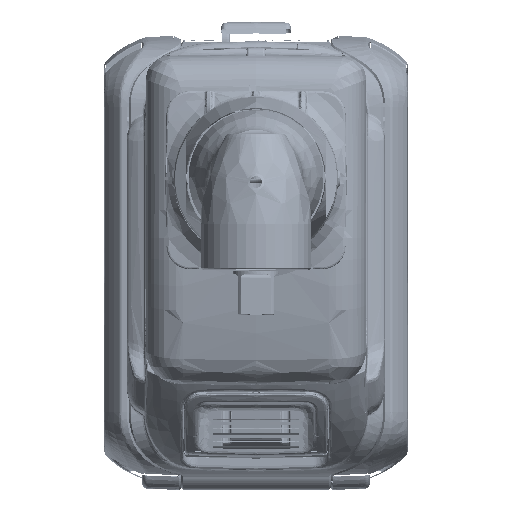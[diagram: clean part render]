
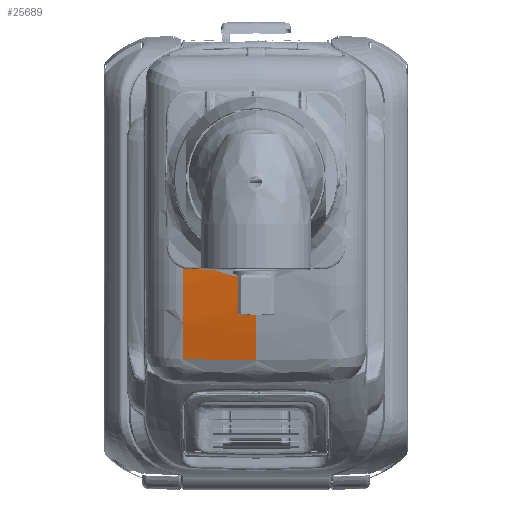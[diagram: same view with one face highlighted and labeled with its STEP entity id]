
A CAD part, top view. The second image highlights one B-rep face of the part: STEP entity #25689.
In plain terms, the highlighted conical face has half-angle 1 degrees and reference radius 152.227 mm.
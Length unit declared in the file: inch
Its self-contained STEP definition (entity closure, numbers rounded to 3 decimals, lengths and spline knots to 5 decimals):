
#17477=CARTESIAN_POINT('',(0.,-0.31255,-13.70607));
#17478=DIRECTION('',(1.,0.,0.));
#17479=DIRECTION('',(0.,-0.122,0.993));
#17480=AXIS2_PLACEMENT_3D('',#17477,#17478,#17479);
#17482=CARTESIAN_POINT('',(-0.77948,-1.90499,
-7.93536));
#17483=CARTESIAN_POINT('',(-0.69041,-1.90662,
-7.9342));
#17484=CARTESIAN_POINT('',(-0.51405,-1.90985,
-7.9319));
#17485=CARTESIAN_POINT('',(-0.26686,-1.91436,
-7.92867));
#17486=CARTESIAN_POINT('',(-0.08969,-1.9176,
-7.92636));
#17487=CARTESIAN_POINT('',(0.,-1.91924,
-7.92519));
#17489=CARTESIAN_POINT('',(-0.77948,-0.31255,
-13.70607));
#17490=DIRECTION('',(-1.,0.,0.));
#17491=DIRECTION('',(0.,-0.266,0.964));
#17492=AXIS2_PLACEMENT_3D('',#17489,#17490,#17491);
#17494=CARTESIAN_POINT('',(-0.77948,-0.73077,
-7.7343));
#17495=CARTESIAN_POINT('',(-0.75988,-0.74993,
-7.7353));
#17496=CARTESIAN_POINT('',(-0.72056,-0.78538,
-7.73728));
#17497=CARTESIAN_POINT('',(-0.66184,-0.83117,
-7.74007));
#17498=CARTESIAN_POINT('',(-0.60517,-0.86961,
-7.74256));
#17499=CARTESIAN_POINT('',(-0.55247,-0.90097,
-7.74466));
#17500=CARTESIAN_POINT('',(-0.50358,-0.92673,
-7.74641));
#17501=CARTESIAN_POINT('',(-0.45712,-0.94849,
-7.74788));
#17502=CARTESIAN_POINT('',(-0.41115,-0.96758,
-7.74914));
#17503=CARTESIAN_POINT('',(-0.36423,-0.9847,
-7.75023));
#17504=CARTESIAN_POINT('',(-0.31632,-0.99981,
-7.75111));
#17505=CARTESIAN_POINT('',(-0.26786,-1.01279,
-7.75177));
#17506=CARTESIAN_POINT('',(-0.21869,-1.02369,
-7.7522));
#17507=CARTESIAN_POINT('',(-0.16814,-1.03258,
-7.75238));
#17508=CARTESIAN_POINT('',(-0.11564,-1.03939,
-7.75229));
#17509=CARTESIAN_POINT('',(-0.06087,-1.04395,
-7.75188));
#17510=CARTESIAN_POINT('',(-0.02077,-1.04531,
-7.75135));
#17511=CARTESIAN_POINT('',(0.,-1.04543,-7.751));
#17658=CARTESIAN_POINT('',(-0.77948,-0.73077,
-7.7343));
#17678=CARTESIAN_POINT('',(-0.77948,-1.90499,
-7.93536));
#23239=CARTESIAN_POINT('',(0.,-1.04543,-7.751));
#23240=CARTESIAN_POINT('',(0.,-1.91924,-7.92519));
#23241=VERTEX_POINT('',#23239);
#23242=VERTEX_POINT('',#23240);
#23250=VERTEX_POINT('',#17678);
#24031=VERTEX_POINT('',#17658);
#25674=CARTESIAN_POINT('',(-0.38974,-0.31255,
-13.70607));
#25675=DIRECTION('',(1.,0.,0.));
#25676=DIRECTION('',(0.,1.,0.));
#25677=AXIS2_PLACEMENT_3D('',#25674,#25675,#25676);
#25678=CONICAL_SURFACE('',#25677,5.9932,1.);
#25680=ORIENTED_EDGE('',*,*,#25679,.T.);
#25682=ORIENTED_EDGE('',*,*,#25681,.F.);
#25684=ORIENTED_EDGE('',*,*,#25683,.T.);
#25686=ORIENTED_EDGE('',*,*,#25685,.T.);
#25687=EDGE_LOOP('',(#25680,#25682,#25684,#25686));
#25688=FACE_OUTER_BOUND('',#25687,.F.);
#25689=ADVANCED_FACE('',(#25688),#25678,.T.);
#17481=CIRCLE('',#17480,6.);
#17488=B_SPLINE_CURVE_WITH_KNOTS('',3,(#17482,#17483,#17484,#17485,#17486,
#17487),.UNSPECIFIED.,.F.,.F.,(4,1,1,4),(0.,0.33333,
0.66667,1.),.UNSPECIFIED.);
#17493=CIRCLE('',#17492,5.98639);
#17512=B_SPLINE_CURVE_WITH_KNOTS('',3,(#17494,#17495,#17496,#17497,#17498,
#17499,#17500,#17501,#17502,#17503,#17504,#17505,#17506,#17507,#17508,#17509,
#17510,#17511),.UNSPECIFIED.,.F.,.F.,(4,1,1,1,1,1,1,1,1,1,1,1,1,1,1,4),(0.,
0.06667,0.13333,0.2,0.26667,0.33333,
0.4,0.46667,0.53333,0.6,0.66667,
0.73333,0.8,0.86667,0.93333,1.),
.UNSPECIFIED.);
#25679=EDGE_CURVE('',#23241,#23242,#17481,.T.);
#25681=EDGE_CURVE('',#23250,#23242,#17488,.T.);
#25683=EDGE_CURVE('',#23250,#24031,#17493,.T.);
#25685=EDGE_CURVE('',#24031,#23241,#17512,.T.);
